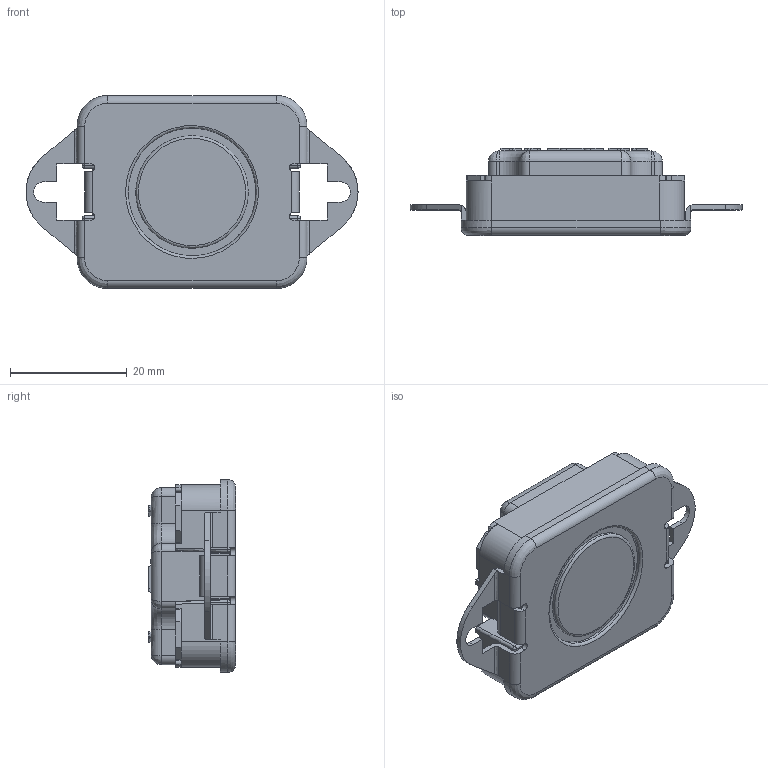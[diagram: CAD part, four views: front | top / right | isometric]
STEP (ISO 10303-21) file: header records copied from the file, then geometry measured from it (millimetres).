
FILE_DESCRIPTION(('FreeCAD Model'),'2;1');
FILE_NAME('Open CASCADE Shape Model','2025-04-30T06:24:59',('FreeCAD'),( 'FreeCAD'),'Open CASCADE STEP processor 7.6','FreeCAD','Unknown');
FILE_SCHEMA(('AUTOMOTIVE_DESIGN { 1 0 10303 214 1 1 1 1 }'));
Products named in the file (1): Open CASCADE STEP translator 7.6 1
Bounding box: 56.99 x 14.95 x 33.1 mm (x, y, z)
Volume: 9745.3 mm3; surface area: 15607.9 mm2
Topology: 13 solids, 13 shells, 1248 faces, 3278 edges, 2092 vertices
Faces by surface type: bspline 1248
Entity records: 40825 total; most frequent: CARTESIAN_POINT 21945, ORIENTED_EDGE 6530, EDGE_CURVE 3265, B_SPLINE_CURVE_WITH_KNOTS 2289, VERTEX_POINT 2092, FACE_BOUND 1337, EDGE_LOOP 1337, ADVANCED_FACE 1248
